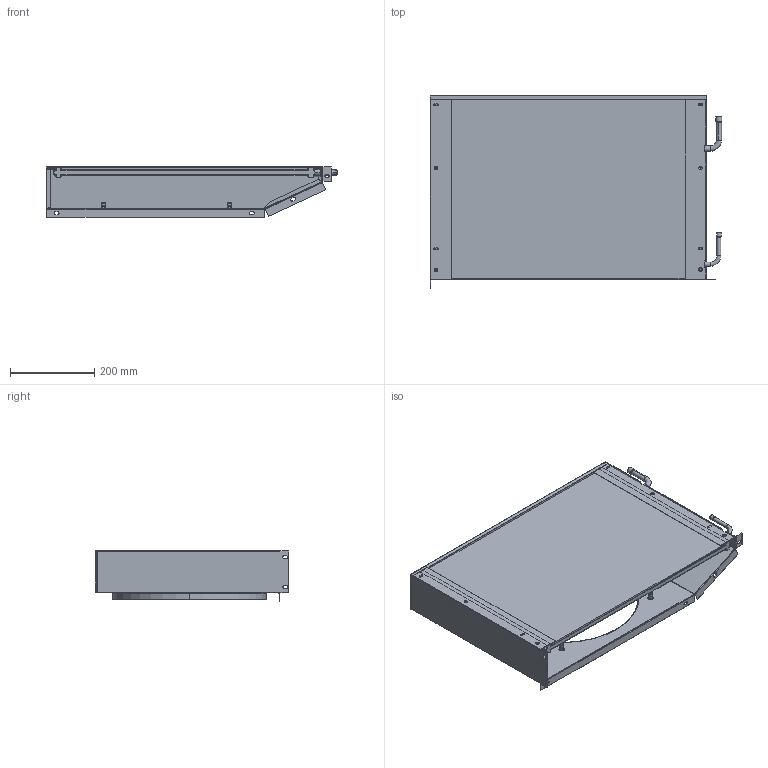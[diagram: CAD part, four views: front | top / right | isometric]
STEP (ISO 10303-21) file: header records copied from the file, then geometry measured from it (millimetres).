
FILE_DESCRIPTION((''),'2;1');
FILE_NAME('193U8024ESTP_ASM','2023-02-13T14:06:38',('U420394'),('DANFOSS COMMERCIAL COMPRESSOR'),'CREO PARAMETRIC BY PTC INC, 2022124','CREO PARAMETRIC BY PTC INC, 2022124','');
FILE_SCHEMA(('CONFIG_CONTROL_DESIGN'));
Length unit declared in the file: millimetre
Products named in the file (8): 193U3032P01; 193U5105; 193U3032P01_ASM; 193U3032P02; 193U3032P00_ASM; 021Z0642; 191U0642G; 193U8024ESTP_ASM
Assembly tree (10 placements, depth 4):
  193U8024ESTP_ASM
    193U3032P00_ASM
      193U3032P01_ASM
        193U3032P01
        193U5105  x4
      193U3032P02
    021Z0642
    191U0642G
Bounding box: 691.84 x 458.9 x 120.49 mm (x, y, z)
Volume: 393952.2 mm3; surface area: 1420176.6 mm2
Topology: 7 solids, 14 shells, 570 faces, 1412 edges, 876 vertices
Faces by surface type: plane 324, cylinder 172, cone 36, torus 24, bspline 14
Entity records: 15442 total; most frequent: CARTESIAN_POINT 3255, DIRECTION 2535, ORIENTED_EDGE 2448, EDGE_CURVE 1238, AXIS2_PLACEMENT_3D 851, VECTOR 833, LINE 833, VERTEX_POINT 768
